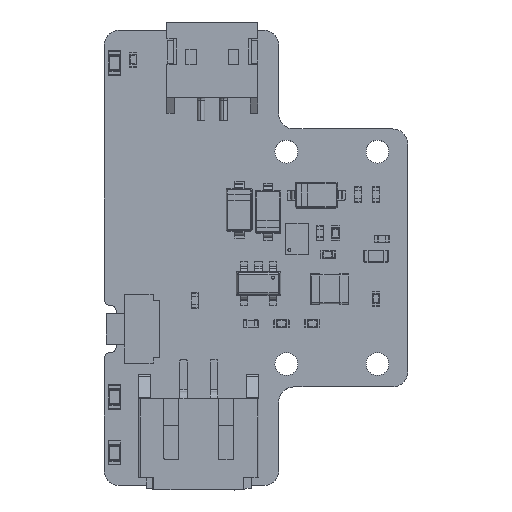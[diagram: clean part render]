
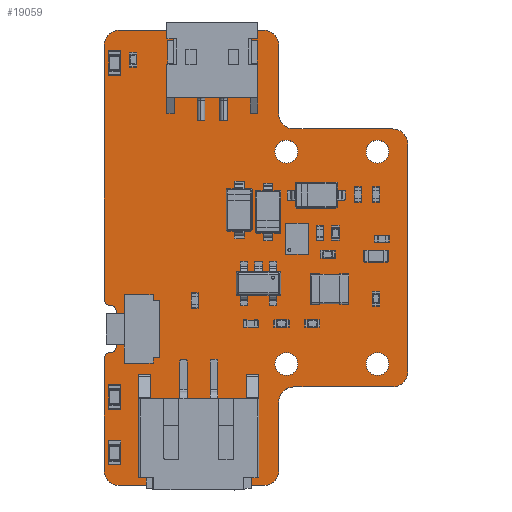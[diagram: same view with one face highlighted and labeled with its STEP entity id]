
A CAD part, top view. The second image highlights one B-rep face of the part: STEP entity #19059.
In plain terms, the highlighted planar face has unit normal (0, 0, 1).
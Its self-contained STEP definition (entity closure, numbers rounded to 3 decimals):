
#13225=FACE_OUTER_BOUND($,#15432,.F.);
#13249=FACE_OUTER_BOUND($,#15456,.T.);
#13253=FACE_OUTER_BOUND($,#15460,.T.);
#13257=FACE_OUTER_BOUND($,#15464,.T.);
#13261=FACE_OUTER_BOUND($,#15468,.T.);
#13265=FACE_OUTER_BOUND($,#15472,.T.);
#13269=FACE_OUTER_BOUND($,#15476,.T.);
#15432=EDGE_LOOP($,(#25980,#25981,#25982,#25983,#25984,#25985,#25986,#25987,
#25988,#25989,#25990,#25991,#25992,#25993,#25994,#25995,#25996,#25997,#25998,
#25999,#26000,#26001));
#15456=EDGE_LOOP($,(#26112,#26113));
#15460=EDGE_LOOP($,(#26124,#26125));
#15464=EDGE_LOOP($,(#26136,#26137));
#15468=EDGE_LOOP($,(#26148,#26149));
#15472=EDGE_LOOP($,(#26160,#26161));
#15476=EDGE_LOOP($,(#26172,#26173));
#17688=PLANE($,#22515);
#19059=ADVANCED_FACE($,(#13225,#13249,#13253,#13257,#13261,#13265,#13269),
#17688,.T.);
#21251=CIRCLE($,#22503,1.);
#21252=CIRCLE($,#22504,1.);
#21253=CIRCLE($,#22505,1.);
#21254=CIRCLE($,#22506,1.);
#21255=CIRCLE($,#22507,1.);
#21256=CIRCLE($,#22508,0.4);
#21257=CIRCLE($,#22509,0.4);
#21258=CIRCLE($,#22510,0.4);
#21259=CIRCLE($,#22511,0.4);
#21260=CIRCLE($,#22512,1.);
#21261=CIRCLE($,#22513,1.);
#21262=CIRCLE($,#22514,1.);
#21275=CIRCLE($,#22551,0.35);
#21276=CIRCLE($,#22552,0.35);
#21279=CIRCLE($,#22557,0.35);
#21280=CIRCLE($,#22558,0.35);
#21283=CIRCLE($,#22563,0.75);
#21284=CIRCLE($,#22564,0.75);
#21287=CIRCLE($,#22569,0.75);
#21288=CIRCLE($,#22570,0.75);
#21291=CIRCLE($,#22575,0.75);
#21292=CIRCLE($,#22576,0.75);
#21295=CIRCLE($,#22581,0.75);
#21296=CIRCLE($,#22582,0.75);
#22503=AXIS2_PLACEMENT_3D($,#65955,#55097,$);
#22504=AXIS2_PLACEMENT_3D($,#65956,#55097,$);
#22505=AXIS2_PLACEMENT_3D($,#65957,#55097,$);
#22506=AXIS2_PLACEMENT_3D($,#65958,#55097,$);
#22507=AXIS2_PLACEMENT_3D($,#65959,#55097,$);
#22508=AXIS2_PLACEMENT_3D($,#65960,#55097,$);
#22509=AXIS2_PLACEMENT_3D($,#65961,#55097,$);
#22510=AXIS2_PLACEMENT_3D($,#65962,#55097,$);
#22511=AXIS2_PLACEMENT_3D($,#65963,#55097,$);
#22512=AXIS2_PLACEMENT_3D($,#65964,#55097,$);
#22513=AXIS2_PLACEMENT_3D($,#65965,#55097,$);
#22514=AXIS2_PLACEMENT_3D($,#65966,#55097,$);
#22515=AXIS2_PLACEMENT_3D($,#65933,#55097,$);
#22551=AXIS2_PLACEMENT_3D($,#66017,#55097,$);
#22552=AXIS2_PLACEMENT_3D($,#66018,#55097,$);
#22557=AXIS2_PLACEMENT_3D($,#66029,#55097,$);
#22558=AXIS2_PLACEMENT_3D($,#66030,#55097,$);
#22563=AXIS2_PLACEMENT_3D($,#66041,#55097,$);
#22564=AXIS2_PLACEMENT_3D($,#66042,#55097,$);
#22569=AXIS2_PLACEMENT_3D($,#66053,#55097,$);
#22570=AXIS2_PLACEMENT_3D($,#66054,#55097,$);
#22575=AXIS2_PLACEMENT_3D($,#66065,#55097,$);
#22576=AXIS2_PLACEMENT_3D($,#66066,#55097,$);
#22581=AXIS2_PLACEMENT_3D($,#66077,#55097,$);
#22582=AXIS2_PLACEMENT_3D($,#66078,#55097,$);
#25980=ORIENTED_EDGE($,*,*,#37300,.T.);
#25981=ORIENTED_EDGE($,*,*,#37301,.T.);
#25982=ORIENTED_EDGE($,*,*,#37302,.T.);
#25983=ORIENTED_EDGE($,*,*,#37303,.T.);
#25984=ORIENTED_EDGE($,*,*,#37304,.T.);
#25985=ORIENTED_EDGE($,*,*,#37305,.T.);
#25986=ORIENTED_EDGE($,*,*,#37306,.T.);
#25987=ORIENTED_EDGE($,*,*,#37307,.T.);
#25988=ORIENTED_EDGE($,*,*,#37308,.T.);
#25989=ORIENTED_EDGE($,*,*,#37309,.T.);
#25990=ORIENTED_EDGE($,*,*,#37310,.T.);
#25991=ORIENTED_EDGE($,*,*,#37311,.T.);
#25992=ORIENTED_EDGE($,*,*,#37312,.T.);
#25993=ORIENTED_EDGE($,*,*,#37313,.T.);
#25994=ORIENTED_EDGE($,*,*,#37314,.T.);
#25995=ORIENTED_EDGE($,*,*,#37315,.T.);
#25996=ORIENTED_EDGE($,*,*,#37316,.T.);
#25997=ORIENTED_EDGE($,*,*,#37317,.T.);
#25998=ORIENTED_EDGE($,*,*,#37318,.T.);
#25999=ORIENTED_EDGE($,*,*,#37319,.T.);
#26000=ORIENTED_EDGE($,*,*,#37320,.T.);
#26001=ORIENTED_EDGE($,*,*,#37321,.T.);
#26112=ORIENTED_EDGE($,*,*,#37367,.T.);
#26113=ORIENTED_EDGE($,*,*,#37368,.T.);
#26124=ORIENTED_EDGE($,*,*,#37374,.T.);
#26125=ORIENTED_EDGE($,*,*,#37375,.T.);
#26136=ORIENTED_EDGE($,*,*,#37381,.T.);
#26137=ORIENTED_EDGE($,*,*,#37382,.T.);
#26148=ORIENTED_EDGE($,*,*,#37388,.T.);
#26149=ORIENTED_EDGE($,*,*,#37389,.T.);
#26160=ORIENTED_EDGE($,*,*,#37395,.T.);
#26161=ORIENTED_EDGE($,*,*,#37396,.T.);
#26172=ORIENTED_EDGE($,*,*,#37402,.T.);
#26173=ORIENTED_EDGE($,*,*,#37403,.T.);
#37300=EDGE_CURVE($,#51269,#51270,#47118,.T.);
#37301=EDGE_CURVE($,#51270,#51271,#21251,.F.);
#37302=EDGE_CURVE($,#51271,#51272,#47119,.T.);
#37303=EDGE_CURVE($,#51272,#51273,#21252,.F.);
#37304=EDGE_CURVE($,#51273,#51274,#47120,.T.);
#37305=EDGE_CURVE($,#51274,#51275,#21253,.T.);
#37306=EDGE_CURVE($,#51275,#51276,#47121,.T.);
#37307=EDGE_CURVE($,#51276,#51277,#21254,.F.);
#37308=EDGE_CURVE($,#51277,#51278,#47122,.T.);
#37309=EDGE_CURVE($,#51278,#51279,#21255,.F.);
#37310=EDGE_CURVE($,#51279,#51280,#47123,.T.);
#37311=EDGE_CURVE($,#51280,#51281,#21256,.F.);
#37312=EDGE_CURVE($,#51281,#51282,#21257,.T.);
#37313=EDGE_CURVE($,#51282,#51283,#47124,.T.);
#37314=EDGE_CURVE($,#51283,#51284,#21258,.T.);
#37315=EDGE_CURVE($,#51284,#51285,#21259,.F.);
#37316=EDGE_CURVE($,#51285,#51286,#47125,.T.);
#37317=EDGE_CURVE($,#51286,#51287,#21260,.F.);
#37318=EDGE_CURVE($,#51287,#51288,#47126,.T.);
#37319=EDGE_CURVE($,#51288,#51289,#21261,.F.);
#37320=EDGE_CURVE($,#51289,#51290,#47127,.T.);
#37321=EDGE_CURVE($,#51290,#51269,#21262,.T.);
#37367=EDGE_CURVE($,#51315,#51316,#21275,.F.);
#37368=EDGE_CURVE($,#51316,#51315,#21276,.F.);
#37374=EDGE_CURVE($,#51321,#51322,#21279,.F.);
#37375=EDGE_CURVE($,#51322,#51321,#21280,.F.);
#37381=EDGE_CURVE($,#51327,#51328,#21283,.F.);
#37382=EDGE_CURVE($,#51328,#51327,#21284,.F.);
#37388=EDGE_CURVE($,#51333,#51334,#21287,.F.);
#37389=EDGE_CURVE($,#51334,#51333,#21288,.F.);
#37395=EDGE_CURVE($,#51339,#51340,#21291,.F.);
#37396=EDGE_CURVE($,#51340,#51339,#21292,.F.);
#37402=EDGE_CURVE($,#51345,#51346,#21295,.F.);
#37403=EDGE_CURVE($,#51346,#51345,#21296,.F.);
#42967=VECTOR($,#55100,6.5);
#42968=VECTOR($,#55101,15.);
#42969=VECTOR($,#55102,6.5);
#42970=VECTOR($,#55103,4.5);
#42971=VECTOR($,#55104,9.5);
#42972=VECTOR($,#55105,7.37);
#42973=VECTOR($,#55106,2.3);
#42974=VECTOR($,#55107,16.73);
#42975=VECTOR($,#55108,9.5);
#42976=VECTOR($,#55109,4.5);
#47118=LINE($,#65932,#42967);
#47119=LINE($,#65934,#42968);
#47120=LINE($,#65936,#42969);
#47121=LINE($,#65938,#42970);
#47122=LINE($,#65940,#42971);
#47123=LINE($,#65942,#42972);
#47124=LINE($,#65945,#42973);
#47125=LINE($,#65948,#42974);
#47126=LINE($,#65950,#42975);
#47127=LINE($,#65952,#42976);
#51269=VERTEX_POINT($,#65932);
#51270=VERTEX_POINT($,#65933);
#51271=VERTEX_POINT($,#65934);
#51272=VERTEX_POINT($,#65935);
#51273=VERTEX_POINT($,#65936);
#51274=VERTEX_POINT($,#65937);
#51275=VERTEX_POINT($,#65938);
#51276=VERTEX_POINT($,#65939);
#51277=VERTEX_POINT($,#65940);
#51278=VERTEX_POINT($,#65941);
#51279=VERTEX_POINT($,#65942);
#51280=VERTEX_POINT($,#65943);
#51281=VERTEX_POINT($,#65944);
#51282=VERTEX_POINT($,#65945);
#51283=VERTEX_POINT($,#65946);
#51284=VERTEX_POINT($,#65947);
#51285=VERTEX_POINT($,#65948);
#51286=VERTEX_POINT($,#65949);
#51287=VERTEX_POINT($,#65950);
#51288=VERTEX_POINT($,#65951);
#51289=VERTEX_POINT($,#65952);
#51290=VERTEX_POINT($,#65953);
#51315=VERTEX_POINT($,#66014);
#51316=VERTEX_POINT($,#66015);
#51321=VERTEX_POINT($,#66026);
#51322=VERTEX_POINT($,#66027);
#51327=VERTEX_POINT($,#66038);
#51328=VERTEX_POINT($,#66039);
#51333=VERTEX_POINT($,#66050);
#51334=VERTEX_POINT($,#66051);
#51339=VERTEX_POINT($,#66062);
#51340=VERTEX_POINT($,#66063);
#51345=VERTEX_POINT($,#66074);
#51346=VERTEX_POINT($,#66075);
#55097=DIRECTION($,(0.,0.,1.));
#55100=DIRECTION($,(1.,0.,0.));
#55101=DIRECTION($,(0.,-1.,0.));
#55102=DIRECTION($,(-1.,0.,0.));
#55103=DIRECTION($,(0.,-1.,0.));
#55104=DIRECTION($,(-1.,0.,0.));
#55105=DIRECTION($,(0.,1.,0.));
#55106=DIRECTION($,(0.,1.,0.));
#55107=DIRECTION($,(0.,1.,0.));
#55108=DIRECTION($,(1.,0.,0.));
#55109=DIRECTION($,(0.,-1.,0.));
#65932=CARTESIAN_POINT('',(12.5,23.5,0.));
#65933=CARTESIAN_POINT('',(19.,23.5,0.));
#65934=CARTESIAN_POINT('',(20.,22.5,0.));
#65935=CARTESIAN_POINT('',(20.,7.5,0.));
#65936=CARTESIAN_POINT('',(19.,6.5,0.));
#65937=CARTESIAN_POINT('',(12.5,6.5,0.));
#65938=CARTESIAN_POINT('',(11.5,5.5,0.));
#65939=CARTESIAN_POINT('',(11.5,1.,0.));
#65940=CARTESIAN_POINT('',(10.5,0.,0.));
#65941=CARTESIAN_POINT('',(1.,0.,0.));
#65942=CARTESIAN_POINT('',(0.,1.,0.));
#65943=CARTESIAN_POINT('',(0.,8.37,0.));
#65944=CARTESIAN_POINT('',(0.4,8.77,0.));
#65945=CARTESIAN_POINT('',(0.8,9.17,0.));
#65946=CARTESIAN_POINT('',(0.8,11.47,0.));
#65947=CARTESIAN_POINT('',(0.4,11.87,0.));
#65948=CARTESIAN_POINT('',(0.,12.27,0.));
#65949=CARTESIAN_POINT('',(0.,29.,0.));
#65950=CARTESIAN_POINT('',(1.,30.,0.));
#65951=CARTESIAN_POINT('',(10.5,30.,0.));
#65952=CARTESIAN_POINT('',(11.5,29.,0.));
#65953=CARTESIAN_POINT('',(11.5,24.5,0.));
#65955=CARTESIAN_POINT('',(19.,22.5,0.));
#65956=CARTESIAN_POINT('',(19.,7.5,0.));
#65957=CARTESIAN_POINT('',(12.5,5.5,0.));
#65958=CARTESIAN_POINT('',(10.5,1.,0.));
#65959=CARTESIAN_POINT('',(1.,1.,0.));
#65960=CARTESIAN_POINT('',(0.4,8.37,0.));
#65961=CARTESIAN_POINT('',(0.4,9.17,0.));
#65962=CARTESIAN_POINT('',(0.4,11.47,0.));
#65963=CARTESIAN_POINT('',(0.4,12.27,0.));
#65964=CARTESIAN_POINT('',(1.,29.,0.));
#65965=CARTESIAN_POINT('',(10.5,29.,0.));
#65966=CARTESIAN_POINT('',(12.5,24.5,0.));
#66014=CARTESIAN_POINT('',(2.57,11.17,0.));
#66015=CARTESIAN_POINT('',(1.87,11.17,0.));
#66017=CARTESIAN_POINT('',(2.22,11.17,0.));
#66018=CARTESIAN_POINT('',(2.22,11.17,0.));
#66026=CARTESIAN_POINT('',(2.57,9.47,0.));
#66027=CARTESIAN_POINT('',(1.87,9.47,0.));
#66029=CARTESIAN_POINT('',(2.22,9.47,0.));
#66030=CARTESIAN_POINT('',(2.22,9.47,0.));
#66038=CARTESIAN_POINT('',(18.75,22.,0.));
#66039=CARTESIAN_POINT('',(17.25,22.,0.));
#66041=CARTESIAN_POINT('',(18.,22.,0.));
#66042=CARTESIAN_POINT('',(18.,22.,0.));
#66050=CARTESIAN_POINT('',(18.75,8.,0.));
#66051=CARTESIAN_POINT('',(17.25,8.,0.));
#66053=CARTESIAN_POINT('',(18.,8.,0.));
#66054=CARTESIAN_POINT('',(18.,8.,0.));
#66062=CARTESIAN_POINT('',(12.75,8.,0.));
#66063=CARTESIAN_POINT('',(11.25,8.,0.));
#66065=CARTESIAN_POINT('',(12.,8.,0.));
#66066=CARTESIAN_POINT('',(12.,8.,0.));
#66074=CARTESIAN_POINT('',(12.75,22.,0.));
#66075=CARTESIAN_POINT('',(11.25,22.,0.));
#66077=CARTESIAN_POINT('',(12.,22.,0.));
#66078=CARTESIAN_POINT('',(12.,22.,0.));
